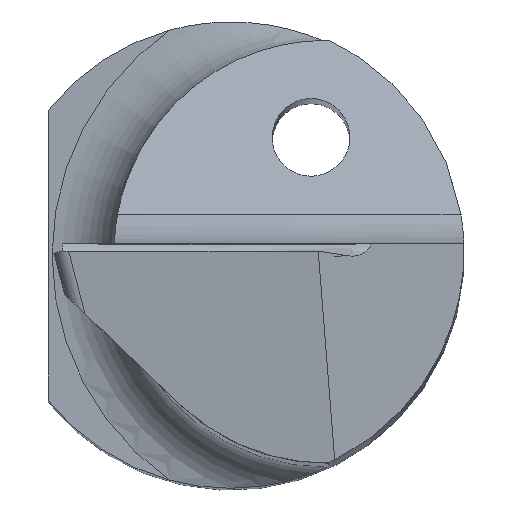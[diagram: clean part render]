
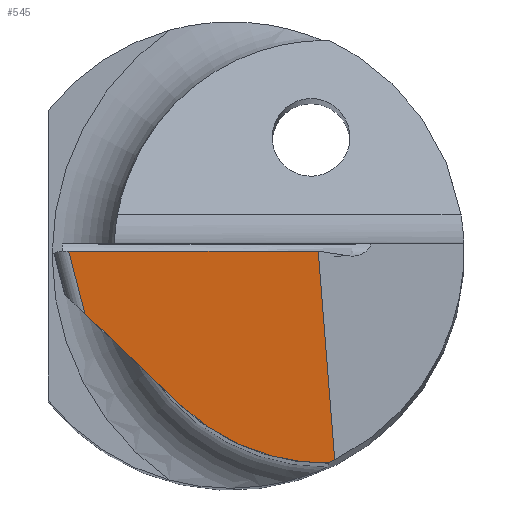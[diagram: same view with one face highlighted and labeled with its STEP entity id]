
A CAD part, top view. The second image highlights one B-rep face of the part: STEP entity #545.
In plain terms, the highlighted planar face has unit normal (0.138, -0.139, 0.981).
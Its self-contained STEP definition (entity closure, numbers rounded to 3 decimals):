
#5 = EDGE_CURVE ( 'NONE', #758, #717, #148, .T. ) ;
#21 = VERTEX_POINT ( 'NONE', #701 ) ;
#27 = FACE_OUTER_BOUND ( 'NONE', #507, .T. ) ;
#30 = CARTESIAN_POINT ( 'NONE',  ( -0.657, -1.97, 44.519 ) ) ;
#33 =( BOUNDED_CURVE ( )  B_SPLINE_CURVE ( 3, ( #30, #726, #512, #439 ),
 .UNSPECIFIED., .F., .F. ) 
 B_SPLINE_CURVE_WITH_KNOTS ( ( 4, 4 ),
 ( 4.74, 5.513 ),
 .UNSPECIFIED. ) 
 CURVE ( )  GEOMETRIC_REPRESENTATION_ITEM ( )  RATIONAL_B_SPLINE_CURVE ( ( 1., 0.951, 0.951, 1. ) ) 
 REPRESENTATION_ITEM ( '' )  );
#57 = DIRECTION ( 'NONE',  ( -0.247, 0.954, 0.17 ) ) ;
#71 = EDGE_CURVE ( 'NONE', #21, #758, #379, .T. ) ;
#83 = EDGE_CURVE ( 'NONE', #113, #353, #33, .T. ) ;
#113 = VERTEX_POINT ( 'NONE', #387 ) ;
#131 = CARTESIAN_POINT ( 'NONE',  ( 1.337, -2.686, 44.137 ) ) ;
#148 = LINE ( 'NONE', #759, #719 ) ;
#159 = CARTESIAN_POINT ( 'NONE',  ( -1.877, -0.804, 44.856 ) ) ;
#176 = VECTOR ( 'NONE', #243, 1000. ) ;
#189 = EDGE_CURVE ( 'NONE', #631, #717, #764, .T. ) ;
#243 = DIRECTION ( 'NONE',  ( -0.078, 0.986, 0.151 ) ) ;
#263 = VECTOR ( 'NONE', #665, 1000. ) ;
#295 = ORIENTED_EDGE ( 'NONE', *, *, #189, .F. ) ;
#304 = PLANE ( 'NONE',  #875 ) ;
#321 = VECTOR ( 'NONE', #57, 1000. ) ;
#333 = CARTESIAN_POINT ( 'NONE',  ( 1.125, 0., 44.548 ) ) ;
#348 = CARTESIAN_POINT ( 'NONE',  ( 1.255, -2.725, 44.143 ) ) ;
#353 = VERTEX_POINT ( 'NONE', #348 ) ;
#360 = DIRECTION ( 'NONE',  ( -0.99, 0., 0.139 ) ) ;
#370 = CARTESIAN_POINT ( 'NONE',  ( 1.117, 0.1, 44.563 ) ) ;
#379 = LINE ( 'NONE', #370, #176 ) ;
#387 = CARTESIAN_POINT ( 'NONE',  ( -0.657, -1.97, 44.519 ) ) ;
#401 = CARTESIAN_POINT ( 'NONE',  ( 1.282, -2.712, 44.141 ) ) ;
#439 = CARTESIAN_POINT ( 'NONE',  ( 1.255, -2.725, 44.143 ) ) ;
#440 = DIRECTION ( 'NONE',  ( 0., -0.99, -0.141 ) ) ;
#443 = ORIENTED_EDGE ( 'NONE', *, *, #5, .T. ) ;
#457 = CARTESIAN_POINT ( 'NONE',  ( -0.732, -1.899, 44.539 ) ) ;
#507 = EDGE_LOOP ( 'NONE', ( #560, #812, #528, #804, #443, #295 ) ) ;
#512 = CARTESIAN_POINT ( 'NONE',  ( 0.534, -2.733, 44.243 ) ) ;
#528 = ORIENTED_EDGE ( 'NONE', *, *, #788, .F. ) ;
#529 = CARTESIAN_POINT ( 'NONE',  ( -2.086, 0., 44.999 ) ) ;
#530 = LINE ( 'NONE', #457, #263 ) ;
#532 =( BOUNDED_CURVE ( )  B_SPLINE_CURVE ( 3, ( #131, #743, #401, #874 ),
 .UNSPECIFIED., .F., .F. ) 
 B_SPLINE_CURVE_WITH_KNOTS ( ( 4, 4 ),
 ( 0.319, 0.349 ),
 .UNSPECIFIED. ) 
 CURVE ( )  GEOMETRIC_REPRESENTATION_ITEM ( )  RATIONAL_B_SPLINE_CURVE ( ( 1., 1., 1., 1. ) ) 
 REPRESENTATION_ITEM ( '' )  );
#545 = ADVANCED_FACE ( 'NONE', ( #27 ), #304, .T. ) ;
#560 = ORIENTED_EDGE ( 'NONE', *, *, #817, .T. ) ;
#583 = DIRECTION ( 'NONE',  ( 0.138, -0.139, 0.981 ) ) ;
#631 = VERTEX_POINT ( 'NONE', #159 ) ;
#651 = CARTESIAN_POINT ( 'NONE',  ( -2.397, 0.1, 45.057 ) ) ;
#665 = DIRECTION ( 'NONE',  ( 0.709, -0.678, -0.196 ) ) ;
#701 = CARTESIAN_POINT ( 'NONE',  ( 1.337, -2.686, 44.137 ) ) ;
#717 = VERTEX_POINT ( 'NONE', #529 ) ;
#719 = VECTOR ( 'NONE', #360, 1000. ) ;
#726 = CARTESIAN_POINT ( 'NONE',  ( -0.136, -2.468, 44.375 ) ) ;
#743 = CARTESIAN_POINT ( 'NONE',  ( 1.31, -2.699, 44.139 ) ) ;
#758 = VERTEX_POINT ( 'NONE', #333 ) ;
#759 = CARTESIAN_POINT ( 'NONE',  ( -2.399, 0., 45.043 ) ) ;
#764 = LINE ( 'NONE', #793, #321 ) ;
#788 = EDGE_CURVE ( 'NONE', #21, #353, #532, .T. ) ;
#793 = CARTESIAN_POINT ( 'NONE',  ( -2.131, 0.174, 45.03 ) ) ;
#804 = ORIENTED_EDGE ( 'NONE', *, *, #71, .T. ) ;
#812 = ORIENTED_EDGE ( 'NONE', *, *, #83, .T. ) ;
#817 = EDGE_CURVE ( 'NONE', #631, #113, #530, .T. ) ;
#874 = CARTESIAN_POINT ( 'NONE',  ( 1.255, -2.725, 44.143 ) ) ;
#875 = AXIS2_PLACEMENT_3D ( 'NONE', #651, #583, #440 ) ;
